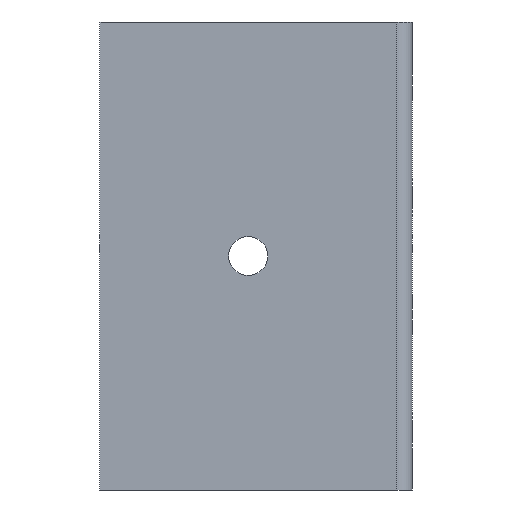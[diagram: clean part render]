
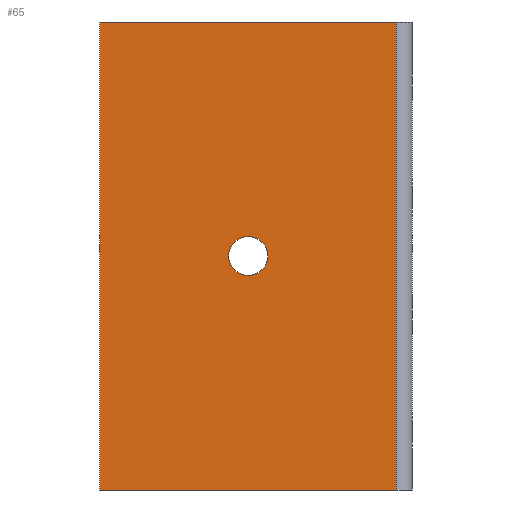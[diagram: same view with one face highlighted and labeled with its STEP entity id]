
A CAD part, left-side view. The second image highlights one B-rep face of the part: STEP entity #65.
In plain terms, the highlighted planar face has unit normal (-1, 0, 0).
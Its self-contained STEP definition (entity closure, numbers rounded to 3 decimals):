
#65 = ADVANCED_FACE( '', ( #164, #165 ), #166, .F. );
#164 = FACE_BOUND( '', #303, .T. );
#165 = FACE_OUTER_BOUND( '', #304, .T. );
#166 = PLANE( '', #305 );
#303 = EDGE_LOOP( '', ( #456 ) );
#304 = EDGE_LOOP( '', ( #457, #458, #459, #460 ) );
#305 = AXIS2_PLACEMENT_3D( '', #461, #462, #463 );
#456 = ORIENTED_EDGE( '', *, *, #650, .T. );
#457 = ORIENTED_EDGE( '', *, *, #654, .T. );
#458 = ORIENTED_EDGE( '', *, *, #621, .F. );
#459 = ORIENTED_EDGE( '', *, *, #655, .F. );
#460 = ORIENTED_EDGE( '', *, *, #656, .T. );
#461 = CARTESIAN_POINT( '', ( 0., 80., 60. ) );
#462 = DIRECTION( '', ( 1., 0., 0. ) );
#463 = DIRECTION( '', ( 0., 0., -1. ) );
#621 = EDGE_CURVE( '', #708, #703, #710, .T. );
#650 = EDGE_CURVE( '', #761, #761, #762, .T. );
#654 = EDGE_CURVE( '', #767, #703, #768, .T. );
#655 = EDGE_CURVE( '', #769, #708, #770, .T. );
#656 = EDGE_CURVE( '', #769, #767, #771, .T. );
#703 = VERTEX_POINT( '', #838 );
#708 = VERTEX_POINT( '', #844 );
#710 = LINE( '', #846, #847 );
#761 = VERTEX_POINT( '', #901 );
#762 = CIRCLE( '', #902, 5. );
#767 = VERTEX_POINT( '', #907 );
#768 = LINE( '', #908, #909 );
#769 = VERTEX_POINT( '', #910 );
#770 = LINE( '', #911, #912 );
#771 = LINE( '', #913, #914 );
#838 = CARTESIAN_POINT( '', ( 0., 4., -60. ) );
#844 = CARTESIAN_POINT( '', ( 0., 4., 60. ) );
#846 = CARTESIAN_POINT( '', ( 0., 4., 60. ) );
#847 = VECTOR( '', #999, 1000. );
#901 = CARTESIAN_POINT( '', ( 0., 42., -5. ) );
#902 = AXIS2_PLACEMENT_3D( '', #1063, #1064, #1065 );
#907 = CARTESIAN_POINT( '', ( 0., 80., -60. ) );
#908 = CARTESIAN_POINT( '', ( 0., 80., -60. ) );
#909 = VECTOR( '', #1069, 1000. );
#910 = CARTESIAN_POINT( '', ( 0., 80., 60. ) );
#911 = CARTESIAN_POINT( '', ( 0., 80., 60. ) );
#912 = VECTOR( '', #1070, 1000. );
#913 = CARTESIAN_POINT( '', ( 0., 80., 60. ) );
#914 = VECTOR( '', #1071, 1000. );
#999 = DIRECTION( '', ( 0., 0., -1. ) );
#1063 = CARTESIAN_POINT( '', ( 0., 42., 0. ) );
#1064 = DIRECTION( '', ( 1., 0., 0. ) );
#1065 = DIRECTION( '', ( 0., 0., -1. ) );
#1069 = DIRECTION( '', ( 0., -1., 0. ) );
#1070 = DIRECTION( '', ( 0., -1., 0. ) );
#1071 = DIRECTION( '', ( 0., 0., -1. ) );
